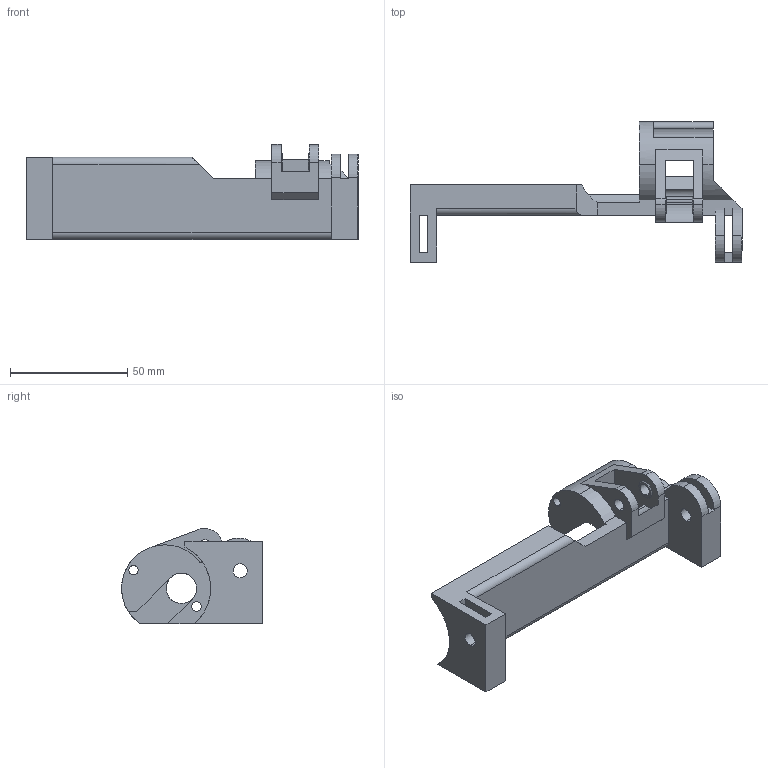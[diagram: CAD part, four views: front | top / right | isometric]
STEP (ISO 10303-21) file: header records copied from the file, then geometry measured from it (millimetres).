
FILE_DESCRIPTION (( 'STEP AP214' ), '1' );
FILE_NAME ('motor mount 05.STEP', '2024-07-08T08:30:48', ( '' ), ( '' ), 'SwSTEP 2.0', 'SolidWorks 2020', '' );
FILE_SCHEMA (( 'AUTOMOTIVE_DESIGN' ));
Length unit declared in the file: millimetre
Products named in the file (1): motor mount 05
Bounding box: 141.5 x 60 x 40.5 mm (x, y, z)
Volume: 51955.8 mm3; surface area: 25673.9 mm2
Topology: 1 solids, 1 shells, 93 faces, 281 edges, 187 vertices
Faces by surface type: plane 46, cylinder 43, cone 4
Entity records: 3272 total; most frequent: CARTESIAN_POINT 586, ORIENTED_EDGE 562, DIRECTION 560, EDGE_CURVE 281, AXIS2_PLACEMENT_3D 193, VERTEX_POINT 187, LINE 174, VECTOR 174
